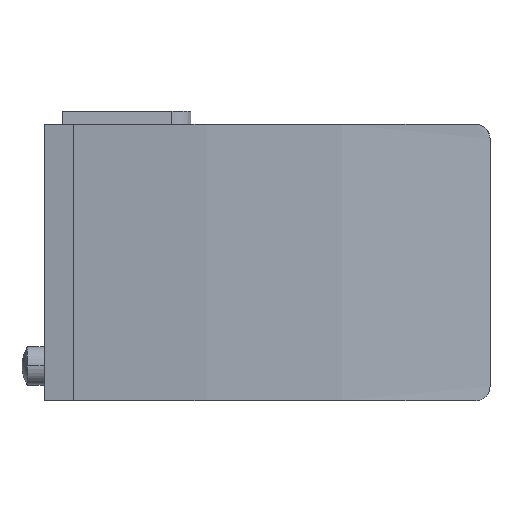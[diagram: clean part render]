
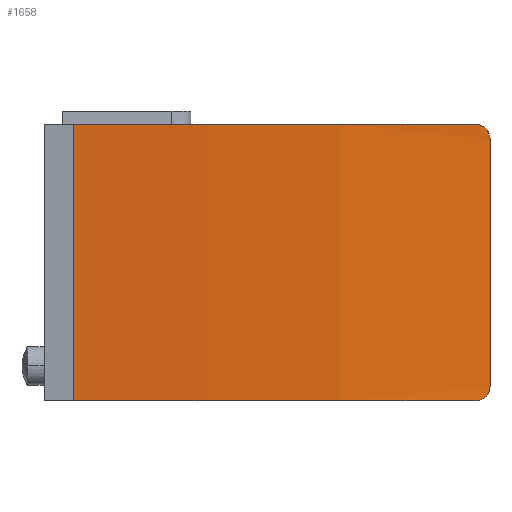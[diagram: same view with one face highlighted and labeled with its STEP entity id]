
A CAD part, left-side view. The second image highlights one B-rep face of the part: STEP entity #1658.
In plain terms, the highlighted cylindrical face has radius 300 mm (diameter 600 mm), a partial arc.
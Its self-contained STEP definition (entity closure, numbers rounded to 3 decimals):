
#1658=ADVANCED_FACE('',(#3962),#3963,.T.);
#1674=VERTEX_POINT('',#3986);
#1676=VERTEX_POINT('',#3988);
#1678=EDGE_CURVE('',#1674,#1676,#3990,.T.);
#1680=VERTEX_POINT('',#3992);
#1682=EDGE_CURVE('',#1680,#1674,#3994,.T.);
#1684=VERTEX_POINT('',#3996);
#1686=EDGE_CURVE('',#1684,#1680,#3998,.T.);
#1688=VERTEX_POINT('',#4000);
#1690=EDGE_CURVE('',#1688,#1684,#4002,.T.);
#1692=VERTEX_POINT('',#4004);
#1694=EDGE_CURVE('',#1692,#1688,#4006,.T.);
#1696=EDGE_CURVE('',#1676,#1692,#4008,.T.);
#3962=FACE_OUTER_BOUND('',#6663,.T.);
#3963=CYLINDRICAL_SURFACE('',#6664,300.0);
#3986=CARTESIAN_POINT('',(-4.808,-25.6,28.6));
#3988=CARTESIAN_POINT('',(-4.388,-28.6,25.6));
#3990=B_SPLINE_CURVE_WITH_KNOTS('',3,(#6692,#6693,#6694,#6695,#6696,#6697,#6698,#6699,#6700,#6701,#6702,#6703,#6704,#6705,#6706,#6707,#6708,#6709),.UNSPECIFIED.,.F.,.F.,(4,2,2,2,2,2,2,2,4),(4.539,5.11,5.681,6.252,6.822,7.387,7.952,8.517,9.082),.UNSPECIFIED.);
#3992=CARTESIAN_POINT('',(-4.388,57.6,28.6));
#3994=CIRCLE('',#6714,300.0);
#3996=CARTESIAN_POINT('',(-4.388,57.6,-28.6));
#3998=LINE('',#6719,#6720);
#4000=CARTESIAN_POINT('',(-4.808,-25.6,-28.6));
#4002=CIRCLE('',#6725,300.0);
#4004=CARTESIAN_POINT('',(-4.388,-28.6,-25.6));
#4006=B_SPLINE_CURVE_WITH_KNOTS('',3,(#6730,#6731,#6732,#6733,#6734,#6735,#6736,#6737,#6738,#6739,#6740,#6741,#6742,#6743,#6744,#6745,#6746,#6747),.UNSPECIFIED.,.F.,.F.,(4,2,2,2,2,2,2,2,4),(9.082,9.648,10.214,10.78,11.346,11.916,12.485,13.054,13.624),.UNSPECIFIED.);
#4008=LINE('',#6750,#6751);
#6663=EDGE_LOOP('',(#9891,#9892,#9893,#9894,#9895,#9896));
#6664=AXIS2_PLACEMENT_3D('',#9897,#9898,#9899);
#6692=CARTESIAN_POINT('',(-4.808,-25.6,28.6));
#6693=CARTESIAN_POINT('',(-4.782,-25.789,28.6));
#6694=CARTESIAN_POINT('',(-4.756,-25.984,28.582));
#6695=CARTESIAN_POINT('',(-4.703,-26.372,28.506));
#6696=CARTESIAN_POINT('',(-4.676,-26.565,28.448));
#6697=CARTESIAN_POINT('',(-4.625,-26.935,28.294));
#6698=CARTESIAN_POINT('',(-4.6,-27.112,28.198));
#6699=CARTESIAN_POINT('',(-4.554,-27.441,27.977));
#6700=CARTESIAN_POINT('',(-4.532,-27.592,27.851));
#6701=CARTESIAN_POINT('',(-4.495,-27.858,27.585));
#6702=CARTESIAN_POINT('',(-4.477,-27.982,27.435));
#6703=CARTESIAN_POINT('',(-4.446,-28.201,27.108));
#6704=CARTESIAN_POINT('',(-4.432,-28.296,26.931));
#6705=CARTESIAN_POINT('',(-4.41,-28.448,26.562));
#6706=CARTESIAN_POINT('',(-4.401,-28.506,26.37));
#6707=CARTESIAN_POINT('',(-4.39,-28.582,25.983));
#6708=CARTESIAN_POINT('',(-4.388,-28.6,25.788));
#6709=CARTESIAN_POINT('',(-4.388,-28.6,25.6));
#6714=AXIS2_PLACEMENT_3D('',#9958,#9959,#9960);
#6719=CARTESIAN_POINT('',(-4.388,57.6,0.0));
#6720=VECTOR('',#9961,1.0);
#6725=AXIS2_PLACEMENT_3D('',#9962,#9963,#9964);
#6730=CARTESIAN_POINT('',(-4.388,-28.6,-25.6));
#6731=CARTESIAN_POINT('',(-4.388,-28.6,-25.789));
#6732=CARTESIAN_POINT('',(-4.39,-28.582,-25.984));
#6733=CARTESIAN_POINT('',(-4.402,-28.506,-26.372));
#6734=CARTESIAN_POINT('',(-4.41,-28.448,-26.565));
#6735=CARTESIAN_POINT('',(-4.432,-28.294,-26.934));
#6736=CARTESIAN_POINT('',(-4.446,-28.199,-27.111));
#6737=CARTESIAN_POINT('',(-4.477,-27.979,-27.438));
#6738=CARTESIAN_POINT('',(-4.495,-27.854,-27.589));
#6739=CARTESIAN_POINT('',(-4.533,-27.588,-27.855));
#6740=CARTESIAN_POINT('',(-4.554,-27.437,-27.98));
#6741=CARTESIAN_POINT('',(-4.601,-27.109,-28.2));
#6742=CARTESIAN_POINT('',(-4.625,-26.932,-28.296));
#6743=CARTESIAN_POINT('',(-4.677,-26.562,-28.449));
#6744=CARTESIAN_POINT('',(-4.703,-26.37,-28.506));
#6745=CARTESIAN_POINT('',(-4.756,-25.983,-28.582));
#6746=CARTESIAN_POINT('',(-4.783,-25.788,-28.6));
#6747=CARTESIAN_POINT('',(-4.808,-25.6,-28.6));
#6750=CARTESIAN_POINT('',(-4.388,-28.6,0.0));
#6751=VECTOR('',#9965,1.0);
#9891=ORIENTED_EDGE('',*,*,#1678,.F.);
#9892=ORIENTED_EDGE('',*,*,#1682,.F.);
#9893=ORIENTED_EDGE('',*,*,#1686,.F.);
#9894=ORIENTED_EDGE('',*,*,#1690,.F.);
#9895=ORIENTED_EDGE('',*,*,#1694,.F.);
#9896=ORIENTED_EDGE('',*,*,#1696,.F.);
#9897=CARTESIAN_POINT('',(292.5,14.5,28.6));
#9898=DIRECTION('',(0.0,-0.0,-1.0));
#9899=DIRECTION('',(-0.99,-0.144,0.0));
#9958=CARTESIAN_POINT('',(292.5,14.5,28.6));
#9959=DIRECTION('',(0.0,0.0,1.0));
#9960=DIRECTION('',(-0.99,-0.144,0.0));
#9961=DIRECTION('',(0.0,0.0,1.0));
#9962=CARTESIAN_POINT('',(292.5,14.5,-28.6));
#9963=DIRECTION('',(-0.0,0.0,-1.0));
#9964=DIRECTION('',(-0.99,-0.144,0.0));
#9965=DIRECTION('',(0.0,0.0,-1.0));
